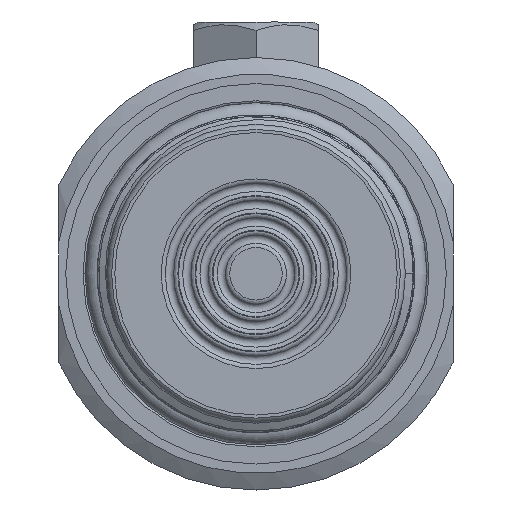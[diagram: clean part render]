
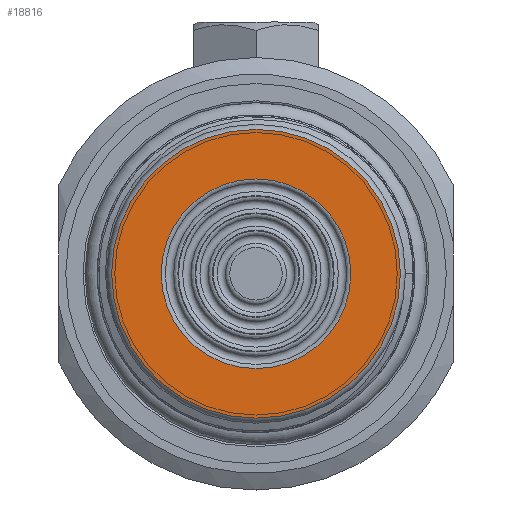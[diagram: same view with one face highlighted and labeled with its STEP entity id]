
A CAD part, left-side view. The second image highlights one B-rep face of the part: STEP entity #18816.
In plain terms, the highlighted planar face has unit normal (-1, 0, 0).
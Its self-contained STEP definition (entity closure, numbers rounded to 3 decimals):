
#245=FACE_BOUND('',#3073,.T.);
#918=PLANE('',#20023);
#1957=FACE_OUTER_BOUND('',#3072,.T.);
#3072=EDGE_LOOP('',(#17304));
#3073=EDGE_LOOP('',(#17305));
#3674=CIRCLE('',#20024,15.025);
#3675=CIRCLE('',#20025,9.866);
#8765=VERTEX_POINT('',#58171);
#8766=VERTEX_POINT('',#58173);
#11620=EDGE_CURVE('',#8765,#8765,#3674,.T.);
#11621=EDGE_CURVE('',#8766,#8766,#3675,.T.);
#17304=ORIENTED_EDGE('',*,*,#11620,.F.);
#17305=ORIENTED_EDGE('',*,*,#11621,.T.);
#18816=ADVANCED_FACE('',(#1957,#245),#918,.T.);
#20023=AXIS2_PLACEMENT_3D('',#58170,#23211,#23212);
#20024=AXIS2_PLACEMENT_3D('',#58172,#23213,#23214);
#20025=AXIS2_PLACEMENT_3D('',#58174,#23215,#23216);
#23211=DIRECTION('center_axis',(-1.,0.,0.));
#23212=DIRECTION('ref_axis',(0.,0.,1.));
#23213=DIRECTION('center_axis',(1.,0.,0.));
#23214=DIRECTION('ref_axis',(0.,0.,-1.));
#23215=DIRECTION('center_axis',(1.,0.,0.));
#23216=DIRECTION('ref_axis',(0.,0.,-1.));
#58170=CARTESIAN_POINT('Origin',(0.,15.025,0.));
#58171=CARTESIAN_POINT('',(0.,-15.025,0.));
#58172=CARTESIAN_POINT('Origin',(0.,0.,0.));
#58173=CARTESIAN_POINT('',(0.,0.,9.866));
#58174=CARTESIAN_POINT('Origin',(0.,0.,0.));
